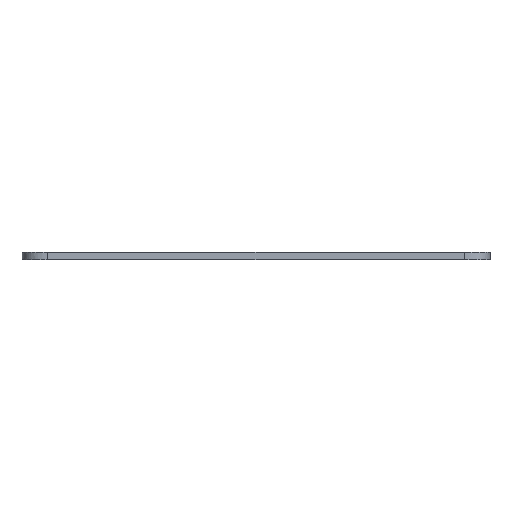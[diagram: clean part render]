
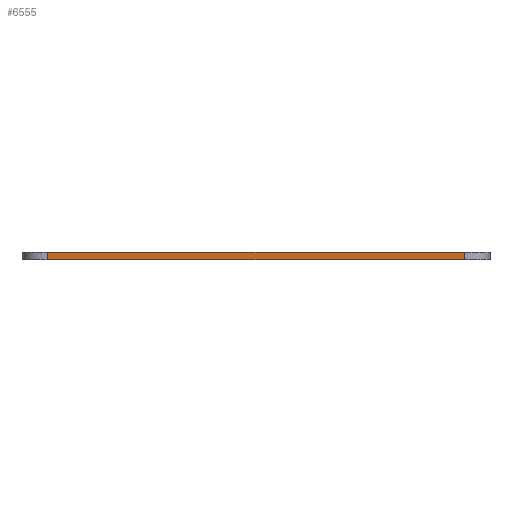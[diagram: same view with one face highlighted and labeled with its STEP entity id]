
A CAD part, left-side view. The second image highlights one B-rep face of the part: STEP entity #6555.
In plain terms, the highlighted planar face has unit normal (-1, 0, 0).
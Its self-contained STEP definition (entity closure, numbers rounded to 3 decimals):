
#144=PLANE('',#6882);
#287=FACE_OUTER_BOUND('',#645,.T.);
#645=EDGE_LOOP('',(#4515,#4516,#4517,#4518));
#1043=LINE('',#9055,#1535);
#1044=LINE('',#9061,#1536);
#1535=VECTOR('',#7129,10.);
#1536=VECTOR('',#7130,10.);
#2058=B_SPLINE_CURVE_WITH_KNOTS('',3,(#9050,#9051,#9052,#9053),
 .UNSPECIFIED.,.F.,.F.,(4,4),(-0.15,0.),.UNSPECIFIED.);
#2059=B_SPLINE_CURVE_WITH_KNOTS('',3,(#9057,#9058,#9059,#9060),
 .UNSPECIFIED.,.F.,.F.,(4,4),(0.,0.15),.UNSPECIFIED.);
#2573=VERTEX_POINT('',#9048);
#2574=VERTEX_POINT('',#9049);
#2575=VERTEX_POINT('',#9054);
#2576=VERTEX_POINT('',#9056);
#3318=EDGE_CURVE('',#2573,#2574,#2058,.T.);
#3319=EDGE_CURVE('',#2575,#2573,#1043,.T.);
#3320=EDGE_CURVE('',#2576,#2575,#2059,.T.);
#3321=EDGE_CURVE('',#2574,#2576,#1044,.T.);
#4515=ORIENTED_EDGE('',*,*,#3318,.F.);
#4516=ORIENTED_EDGE('',*,*,#3319,.F.);
#4517=ORIENTED_EDGE('',*,*,#3320,.F.);
#4518=ORIENTED_EDGE('',*,*,#3321,.F.);
#6555=ADVANCED_FACE('',(#287),#144,.T.);
#6882=AXIS2_PLACEMENT_3D('',#9047,#7127,#7128);
#7127=DIRECTION('center_axis',(-1.,0.,0.));
#7128=DIRECTION('ref_axis',(0.,-1.,0.));
#7129=DIRECTION('',(0.,-1.,0.));
#7130=DIRECTION('',(0.,1.,0.));
#9047=CARTESIAN_POINT('Origin',(-16.465,-23.933,0.));
#9048=CARTESIAN_POINT('',(-16.465,-110.193,1.5));
#9049=CARTESIAN_POINT('',(-16.465,-110.193,0.));
#9050=CARTESIAN_POINT('Ctrl Pts',(-16.465,-110.193,1.5));
#9051=CARTESIAN_POINT('Ctrl Pts',(-16.465,-110.193,1.));
#9052=CARTESIAN_POINT('Ctrl Pts',(-16.465,-110.193,0.5));
#9053=CARTESIAN_POINT('Ctrl Pts',(-16.465,-110.193,0.));
#9054=CARTESIAN_POINT('',(-16.465,-28.933,1.5));
#9055=CARTESIAN_POINT('',(-16.465,-115.193,1.5));
#9056=CARTESIAN_POINT('',(-16.465,-28.933,0.));
#9057=CARTESIAN_POINT('Ctrl Pts',(-16.465,-28.933,0.));
#9058=CARTESIAN_POINT('Ctrl Pts',(-16.465,-28.933,0.5));
#9059=CARTESIAN_POINT('Ctrl Pts',(-16.465,-28.933,1.));
#9060=CARTESIAN_POINT('Ctrl Pts',(-16.465,-28.933,1.5));
#9061=CARTESIAN_POINT('',(-16.465,-115.193,0.));
